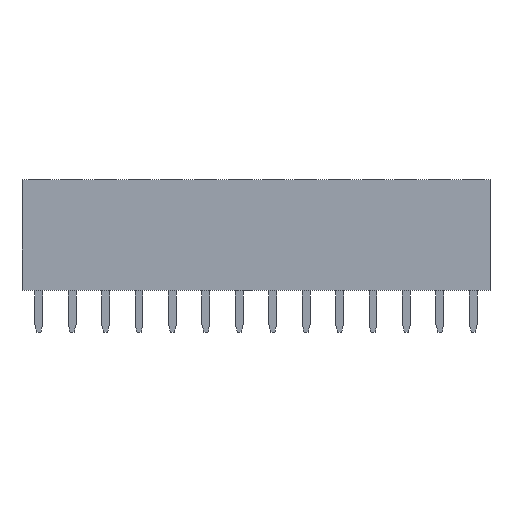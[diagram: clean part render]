
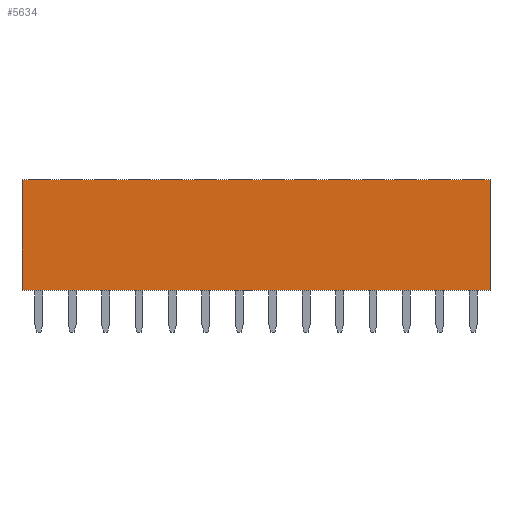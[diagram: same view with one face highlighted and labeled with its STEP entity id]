
A CAD part, top view. The second image highlights one B-rep face of the part: STEP entity #5634.
In plain terms, the highlighted planar face has unit normal (0, 0, 1).
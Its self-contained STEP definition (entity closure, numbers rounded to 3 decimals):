
#430=CARTESIAN_POINT('',(34.29,8.4,1.27));
#431=VERTEX_POINT('',#430);
#438=CARTESIAN_POINT('',(34.29,0.0,1.27));
#439=VERTEX_POINT('',#438);
#440=CARTESIAN_POINT('',(34.29,0.0,1.27));
#441=DIRECTION('',(0.0,1.0,0.0));
#442=VECTOR('',#441,8.4);
#443=LINE('',#440,#442);
#444=EDGE_CURVE('',#439,#431,#443,.T.);
#5108=CARTESIAN_POINT('',(-1.27,8.4,1.27));
#5109=VERTEX_POINT('',#5108);
#5110=CARTESIAN_POINT('',(34.29,8.4,1.27));
#5111=DIRECTION('',(-1.0,0.0,0.0));
#5112=VECTOR('',#5111,35.56);
#5113=LINE('',#5110,#5112);
#5114=EDGE_CURVE('',#431,#5109,#5113,.T.);
#5548=CARTESIAN_POINT('',(-1.27,0.0,1.27));
#5549=VERTEX_POINT('',#5548);
#5550=CARTESIAN_POINT('',(-1.27,0.0,1.27));
#5551=DIRECTION('',(1.0,0.0,0.0));
#5552=VECTOR('',#5551,35.56);
#5553=LINE('',#5550,#5552);
#5554=EDGE_CURVE('',#5549,#439,#5553,.T.);
#5618=CARTESIAN_POINT('',(1.27,0.0,1.27));
#5619=DIRECTION('',(0.0,0.0,1.0));
#5620=DIRECTION('',(1.0,0.0,0.0));
#5621=AXIS2_PLACEMENT_3D('',#5618,#5619,#5620);
#5622=PLANE('',#5621);
#5623=ORIENTED_EDGE('',*,*,#5114,.T.);
#5624=CARTESIAN_POINT('',(-1.27,0.0,1.27));
#5625=DIRECTION('',(0.0,1.0,0.0));
#5626=VECTOR('',#5625,8.4);
#5627=LINE('',#5624,#5626);
#5628=EDGE_CURVE('',#5549,#5109,#5627,.T.);
#5629=ORIENTED_EDGE('',*,*,#5628,.F.);
#5630=ORIENTED_EDGE('',*,*,#5554,.T.);
#5631=ORIENTED_EDGE('',*,*,#444,.T.);
#5632=EDGE_LOOP('',(#5623,#5629,#5630,#5631));
#5633=FACE_OUTER_BOUND('',#5632,.T.);
#5634=ADVANCED_FACE('',(#5633),#5622,.T.);
